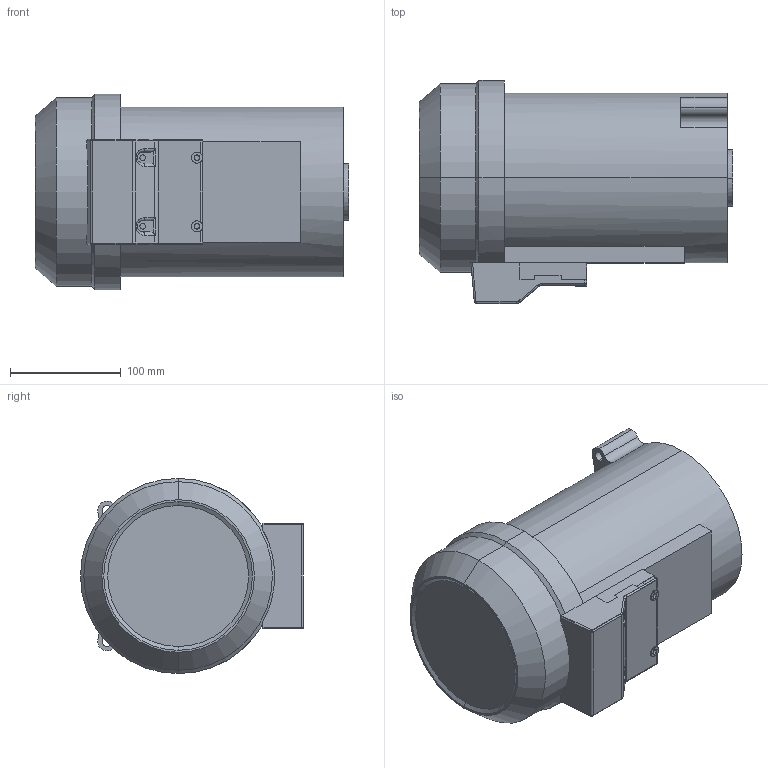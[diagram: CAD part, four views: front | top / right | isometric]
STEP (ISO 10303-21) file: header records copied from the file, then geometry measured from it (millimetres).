
FILE_DESCRIPTION (( 'STEP AP214' ), '1' );
FILE_NAME ('5KW Motor.STEP', '2024-10-23T02:17:06', ( '' ), ( '' ), 'SwSTEP 2.0', 'SolidWorks 2024', '' );
FILE_SCHEMA (( 'AUTOMOTIVE_DESIGN' ));
Length unit declared in the file: millimetre
Products named in the file (1): 5KW Motor
Bounding box: 283 x 201 x 176 mm (x, y, z)
Volume: 5521526.7 mm3; surface area: 259720.6 mm2
Topology: 5 solids, 5 shells, 442 faces, 1163 edges, 739 vertices
Faces by surface type: plane 232, cylinder 152, torus 28, cone 14, bspline 12, sphere 4
Entity records: 14081 total; most frequent: CARTESIAN_POINT 3041, ORIENTED_EDGE 2318, DIRECTION 2282, EDGE_CURVE 1159, AXIS2_PLACEMENT_3D 768, VECTOR 746, LINE 746, VERTEX_POINT 739
